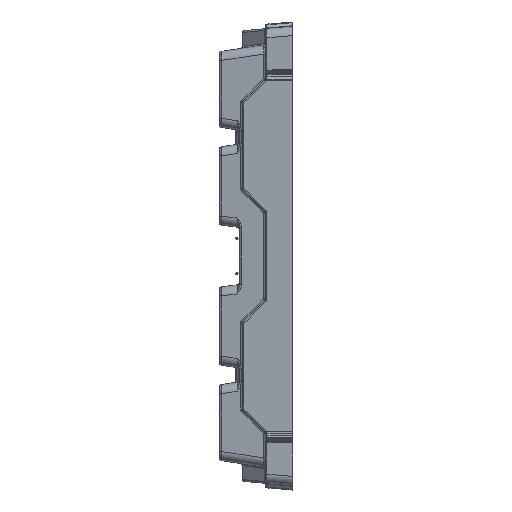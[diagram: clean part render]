
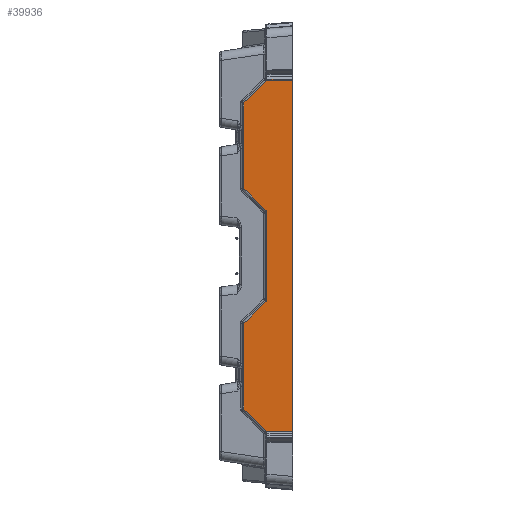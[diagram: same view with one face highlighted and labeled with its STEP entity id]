
A CAD part, left-side view. The second image highlights one B-rep face of the part: STEP entity #39936.
In plain terms, the highlighted planar face has unit normal (-0.997, 0.083, 0).
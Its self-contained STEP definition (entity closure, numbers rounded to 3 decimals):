
#60 = ORIENTED_EDGE ( 'NONE', *, *, #74109, .T. ) ;
#627 = CARTESIAN_POINT ( 'NONE',  ( -247.555, 29.338, -49.5 ) ) ;
#1101 = CARTESIAN_POINT ( 'NONE',  ( -247.555, 29.338, 49.5 ) ) ;
#1172 = EDGE_CURVE ( 'NONE', #32431, #10085, #32059, .T. ) ;
#1274 = EDGE_CURVE ( 'NONE', #51824, #11342, #70642, .T. ) ;
#2008 = VERTEX_POINT ( 'NONE', #54269 ) ;
#2424 = DIRECTION ( 'NONE',  ( -0.083, -0.997, 0. ) ) ;
#2425 = CARTESIAN_POINT ( 'NONE',  ( -247.653, 28.166, 47.747 ) ) ;
#2567 =( BOUNDED_CURVE ( )  B_SPLINE_CURVE ( 3, ( #59709, #79703, #53065, #80133 ),
 .UNSPECIFIED., .F., .F. ) 
 B_SPLINE_CURVE_WITH_KNOTS ( ( 4, 4 ),
 ( 3.35, 3.927 ),
 .UNSPECIFIED. ) 
 CURVE ( )  GEOMETRIC_REPRESENTATION_ITEM ( )  RATIONAL_B_SPLINE_CURVE ( ( 1., 0.972, 0.972, 1. ) ) 
 REPRESENTATION_ITEM ( '' )  );
#10085 = VERTEX_POINT ( 'NONE', #25581 ) ;
#11342 = VERTEX_POINT ( 'NONE', #17558 ) ;
#12663 = PLANE ( 'NONE',  #52098 ) ;
#14404 = CARTESIAN_POINT ( 'NONE',  ( -240.007, 119.919, -99.919 ) ) ;
#15701 = CARTESIAN_POINT ( 'NONE',  ( -250., 0., -191.565 ) ) ;
#16036 = DIRECTION ( 'NONE',  ( 0., 0., -1. ) ) ;
#16223 = VECTOR ( 'NONE', #70948, 1000. ) ;
#17213 = EDGE_LOOP ( 'NONE', ( #67865, #86276, #59742, #17799, #74812, #33093, #60, #26004, #42313, #84245, #65721, #61032, #44036, #85528 ) ) ;
#17558 = CARTESIAN_POINT ( 'NONE',  ( -245.569, 53.166, 166.672 ) ) ;
#17799 = ORIENTED_EDGE ( 'NONE', *, *, #82615, .T. ) ;
#19317 = FACE_OUTER_BOUND ( 'NONE', #17213, .T. ) ;
#19589 = CARTESIAN_POINT ( 'NONE',  ( -247.555, 29.338, -49.5 ) ) ;
#20190 = DIRECTION ( 'NONE',  ( 0.997, -0.083, 0. ) ) ;
#20252 = VERTEX_POINT ( 'NONE', #19589 ) ;
#21132 = DIRECTION ( 'NONE',  ( 0.059, 0.706, -0.706 ) ) ;
#21468 = CARTESIAN_POINT ( 'NONE',  ( -247.653, 28.166, -47.747 ) ) ;
#21504 = LINE ( 'NONE', #14404, #78194 ) ;
#22304 = VECTOR ( 'NONE', #72208, 1000. ) ;
#22688 = CARTESIAN_POINT ( 'NONE',  ( -245.569, 53.166, 0. ) ) ;
#23606 = VERTEX_POINT ( 'NONE', #49967 ) ;
#24404 = LINE ( 'NONE', #50555, #64863 ) ;
#25581 = CARTESIAN_POINT ( 'NONE',  ( -247.555, 29.338, 49.5 ) ) ;
#25636 = LINE ( 'NONE', #52235, #22304 ) ;
#26004 = ORIENTED_EDGE ( 'NONE', *, *, #81186, .F. ) ;
#26771 = CARTESIAN_POINT ( 'NONE',  ( -247.653, 28.166, -46.672 ) ) ;
#26947 = CARTESIAN_POINT ( 'NONE',  ( -247.555, 29.338, 190.5 ) ) ;
#28910 = LINE ( 'NONE', #68827, #55652 ) ;
#30201 = DIRECTION ( 'NONE',  ( -0.059, -0.706, -0.706 ) ) ;
#31589 = VERTEX_POINT ( 'NONE', #85499 ) ;
#31935 = VERTEX_POINT ( 'NONE', #49518 ) ;
#32059 =( BOUNDED_CURVE ( )  B_SPLINE_CURVE ( 3, ( #42721, #2425, #82631, #1101 ),
 .UNSPECIFIED., .F., .F. ) 
 B_SPLINE_CURVE_WITH_KNOTS ( ( 4, 4 ),
 ( 3.142, 3.927 ),
 .UNSPECIFIED. ) 
 CURVE ( )  GEOMETRIC_REPRESENTATION_ITEM ( )  RATIONAL_B_SPLINE_CURVE ( ( 1., 0.949, 0.949, 1. ) ) 
 REPRESENTATION_ITEM ( '' )  );
#32431 = VERTEX_POINT ( 'NONE', #84852 ) ;
#33093 = ORIENTED_EDGE ( 'NONE', *, *, #1172, .F. ) ;
#34719 = CARTESIAN_POINT ( 'NONE',  ( -247.555, 29.338, -190.5 ) ) ;
#35056 = CARTESIAN_POINT ( 'NONE',  ( -247.619, 28.576, -191.565 ) ) ;
#35666 = CARTESIAN_POINT ( 'NONE',  ( -247.555, 29.338, -190.5 ) ) ;
#36812 = LINE ( 'NONE', #77192, #16223 ) ;
#38754 = VERTEX_POINT ( 'NONE', #53104 ) ;
#39665 = CARTESIAN_POINT ( 'NONE',  ( -247.653, 28.166, -46.672 ) ) ;
#39936 = ADVANCED_FACE ( 'NONE', ( #19317 ), #12663, .F. ) ;
#40210 = DIRECTION ( 'NONE',  ( 0., 0., 1. ) ) ;
#41845 = CARTESIAN_POINT ( 'NONE',  ( -247.619, 28.576, -191.565 ) ) ;
#42313 = ORIENTED_EDGE ( 'NONE', *, *, #72790, .T. ) ;
#42721 = CARTESIAN_POINT ( 'NONE',  ( -247.653, 28.166, 46.672 ) ) ;
#43236 = LINE ( 'NONE', #63202, #74370 ) ;
#44036 = ORIENTED_EDGE ( 'NONE', *, *, #82384, .T. ) ;
#45207 = DIRECTION ( 'NONE',  ( 0.083, 0.997, 0. ) ) ;
#46368 =( BOUNDED_CURVE ( )  B_SPLINE_CURVE ( 3, ( #627, #67570, #21468, #26771 ),
 .UNSPECIFIED., .F., .F. ) 
 B_SPLINE_CURVE_WITH_KNOTS ( ( 4, 4 ),
 ( 2.356, 3.142 ),
 .UNSPECIFIED. ) 
 CURVE ( )  GEOMETRIC_REPRESENTATION_ITEM ( )  RATIONAL_B_SPLINE_CURVE ( ( 1., 0.949, 0.949, 1. ) ) 
 REPRESENTATION_ITEM ( '' )  );
#47201 = DIRECTION ( 'NONE',  ( -0.059, -0.706, -0.706 ) ) ;
#49518 = CARTESIAN_POINT ( 'NONE',  ( -250., 0., -191.565 ) ) ;
#49967 = CARTESIAN_POINT ( 'NONE',  ( -245.569, 53.166, -73.328 ) ) ;
#50555 = CARTESIAN_POINT ( 'NONE',  ( -250., 0., 192.5 ) ) ;
#51824 = VERTEX_POINT ( 'NONE', #26947 ) ;
#51968 = CARTESIAN_POINT ( 'NONE',  ( -240.007, 119.919, 99.919 ) ) ;
#52098 = AXIS2_PLACEMENT_3D ( 'NONE', #74270, #20190, #53403 ) ;
#52235 = CARTESIAN_POINT ( 'NONE',  ( -245.569, 53.166, 0. ) ) ;
#53065 = CARTESIAN_POINT ( 'NONE',  ( -247.601, 28.786, 191.051 ) ) ;
#53104 = CARTESIAN_POINT ( 'NONE',  ( -250., 0., 192.5 ) ) ;
#53403 = DIRECTION ( 'NONE',  ( 0.083, 0.997, 0. ) ) ;
#53656 = EDGE_CURVE ( 'NONE', #71875, #53942, #84706, .T. ) ;
#53942 = VERTEX_POINT ( 'NONE', #35056 ) ;
#54269 = CARTESIAN_POINT ( 'NONE',  ( -245.569, 53.166, -166.672 ) ) ;
#54833 = LINE ( 'NONE', #67727, #77881 ) ;
#55652 = VECTOR ( 'NONE', #30201, 1000. ) ;
#55908 = LINE ( 'NONE', #22688, #84834 ) ;
#58977 = EDGE_CURVE ( 'NONE', #23606, #2008, #25636, .T. ) ;
#59709 = CARTESIAN_POINT ( 'NONE',  ( -247.646, 28.253, 192.5 ) ) ;
#59742 = ORIENTED_EDGE ( 'NONE', *, *, #1274, .T. ) ;
#61032 = ORIENTED_EDGE ( 'NONE', *, *, #53656, .T. ) ;
#61809 = VECTOR ( 'NONE', #79035, 1000. ) ;
#63202 = CARTESIAN_POINT ( 'NONE',  ( -249.972, 0.334, -20.497 ) ) ;
#64469 = VERTEX_POINT ( 'NONE', #39665 ) ;
#64863 = VECTOR ( 'NONE', #45207, 1000. ) ;
#65721 = ORIENTED_EDGE ( 'NONE', *, *, #68521, .T. ) ;
#67400 = VERTEX_POINT ( 'NONE', #84743 ) ;
#67570 = CARTESIAN_POINT ( 'NONE',  ( -247.619, 28.577, -48.74 ) ) ;
#67727 = CARTESIAN_POINT ( 'NONE',  ( -250., 0., -250. ) ) ;
#67865 = ORIENTED_EDGE ( 'NONE', *, *, #79210, .T. ) ;
#68521 = EDGE_CURVE ( 'NONE', #2008, #71875, #21504, .T. ) ;
#68827 = CARTESIAN_POINT ( 'NONE',  ( -249.972, 0.334, 20.497 ) ) ;
#68898 = EDGE_CURVE ( 'NONE', #67400, #10085, #28910, .T. ) ;
#70642 = LINE ( 'NONE', #51968, #61809 ) ;
#70948 = DIRECTION ( 'NONE',  ( 0., 0., -1. ) ) ;
#71875 = VERTEX_POINT ( 'NONE', #35666 ) ;
#72208 = DIRECTION ( 'NONE',  ( 0., 0., -1. ) ) ;
#72790 = EDGE_CURVE ( 'NONE', #20252, #23606, #43236, .T. ) ;
#74109 = EDGE_CURVE ( 'NONE', #32431, #64469, #36812, .T. ) ;
#74270 = CARTESIAN_POINT ( 'NONE',  ( -248.276, 20.69, 0. ) ) ;
#74370 = VECTOR ( 'NONE', #21132, 1000. ) ;
#74812 = ORIENTED_EDGE ( 'NONE', *, *, #68898, .T. ) ;
#76420 = LINE ( 'NONE', #15701, #83403 ) ;
#77192 = CARTESIAN_POINT ( 'NONE',  ( -247.653, 28.166, 0. ) ) ;
#77292 = CARTESIAN_POINT ( 'NONE',  ( -247.581, 29.026, -190.812 ) ) ;
#77881 = VECTOR ( 'NONE', #40210, 1000. ) ;
#78194 = VECTOR ( 'NONE', #47201, 1000. ) ;
#79035 = DIRECTION ( 'NONE',  ( 0.059, 0.706, -0.706 ) ) ;
#79210 = EDGE_CURVE ( 'NONE', #38754, #31589, #24404, .T. ) ;
#79703 = CARTESIAN_POINT ( 'NONE',  ( -247.632, 28.414, 191.737 ) ) ;
#80133 = CARTESIAN_POINT ( 'NONE',  ( -247.555, 29.338, 190.5 ) ) ;
#81186 = EDGE_CURVE ( 'NONE', #20252, #64469, #46368, .T. ) ;
#82384 = EDGE_CURVE ( 'NONE', #53942, #31935, #76420, .T. ) ;
#82607 = CARTESIAN_POINT ( 'NONE',  ( -247.603, 28.77, -191.17 ) ) ;
#82615 = EDGE_CURVE ( 'NONE', #11342, #67400, #55908, .T. ) ;
#82631 = CARTESIAN_POINT ( 'NONE',  ( -247.619, 28.577, 48.74 ) ) ;
#83403 = VECTOR ( 'NONE', #2424, 1000. ) ;
#83987 = EDGE_CURVE ( 'NONE', #31935, #38754, #54833, .T. ) ;
#84245 = ORIENTED_EDGE ( 'NONE', *, *, #58977, .T. ) ;
#84706 =( BOUNDED_CURVE ( )  B_SPLINE_CURVE ( 3, ( #34719, #77292, #82607, #41845 ),
 .UNSPECIFIED., .F., .F. ) 
 B_SPLINE_CURVE_WITH_KNOTS ( ( 4, 4 ),
 ( 2.356, 2.685 ),
 .UNSPECIFIED. ) 
 CURVE ( )  GEOMETRIC_REPRESENTATION_ITEM ( )  RATIONAL_B_SPLINE_CURVE ( ( 1., 0.991, 0.991, 1. ) ) 
 REPRESENTATION_ITEM ( '' )  );
#84743 = CARTESIAN_POINT ( 'NONE',  ( -245.569, 53.166, 73.328 ) ) ;
#84834 = VECTOR ( 'NONE', #16036, 1000. ) ;
#84852 = CARTESIAN_POINT ( 'NONE',  ( -247.653, 28.166, 46.672 ) ) ;
#85499 = CARTESIAN_POINT ( 'NONE',  ( -247.646, 28.253, 192.5 ) ) ;
#85528 = ORIENTED_EDGE ( 'NONE', *, *, #83987, .T. ) ;
#85583 = EDGE_CURVE ( 'NONE', #31589, #51824, #2567, .T. ) ;
#86276 = ORIENTED_EDGE ( 'NONE', *, *, #85583, .T. ) ;
